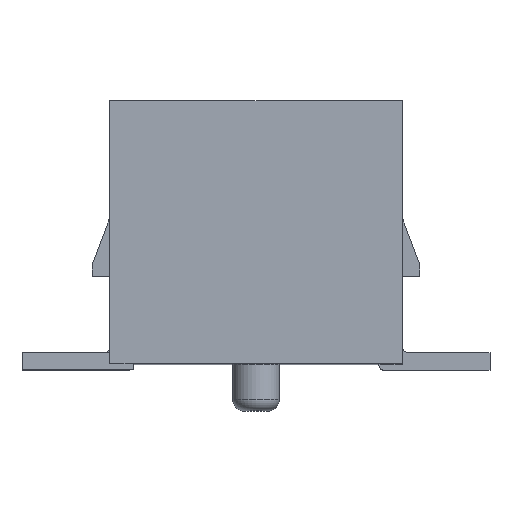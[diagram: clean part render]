
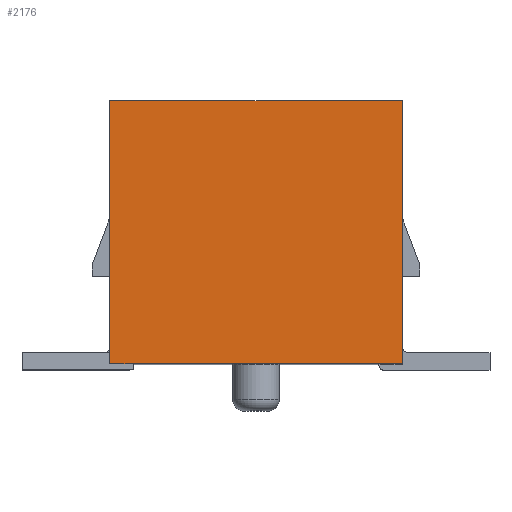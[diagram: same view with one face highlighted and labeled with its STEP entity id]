
A CAD part, top view. The second image highlights one B-rep face of the part: STEP entity #2176.
In plain terms, the highlighted planar face has unit normal (0, 0, 1).
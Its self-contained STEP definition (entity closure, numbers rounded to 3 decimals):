
#49 = CARTESIAN_POINT ( 'NONE',  ( -2.5, 2., 12. ) ) ;
#72 = FACE_OUTER_BOUND ( 'NONE', #1595, .T. ) ;
#75 = EDGE_CURVE ( 'NONE', #1668, #2737, #2310, .T. ) ;
#233 = DIRECTION ( 'NONE',  ( 0., 0., -1. ) ) ;
#304 = ORIENTED_EDGE ( 'NONE', *, *, #1373, .T. ) ;
#338 = DIRECTION ( 'NONE',  ( 1., 0., 0. ) ) ;
#418 = VERTEX_POINT ( 'NONE', #2418 ) ;
#421 = EDGE_CURVE ( 'NONE', #883, #2719, #1760, .T. ) ;
#448 = CARTESIAN_POINT ( 'NONE',  ( -2.5, -2.5, 12. ) ) ;
#568 = DIRECTION ( 'NONE',  ( 0., -1., 0. ) ) ;
#586 = LINE ( 'NONE', #1725, #2275 ) ;
#776 = VECTOR ( 'NONE', #1856, 1000. ) ;
#837 = CARTESIAN_POINT ( 'NONE',  ( -2.5, 2., 12. ) ) ;
#882 = ORIENTED_EDGE ( 'NONE', *, *, #1687, .T. ) ;
#883 = VERTEX_POINT ( 'NONE', #2525 ) ;
#913 = DIRECTION ( 'NONE',  ( 0., -1., 0. ) ) ;
#943 = LINE ( 'NONE', #1630, #1516 ) ;
#965 = CARTESIAN_POINT ( 'NONE',  ( -2.1, -2.5, 12. ) ) ;
#1257 = EDGE_CURVE ( 'NONE', #2737, #418, #586, .T. ) ;
#1277 = DIRECTION ( 'NONE',  ( -1., 0., 0. ) ) ;
#1373 = EDGE_CURVE ( 'NONE', #418, #2461, #943, .T. ) ;
#1438 = VECTOR ( 'NONE', #1989, 1000. ) ;
#1495 = AXIS2_PLACEMENT_3D ( 'NONE', #49, #233, #913 ) ;
#1516 = VECTOR ( 'NONE', #338, 1000. ) ;
#1595 = EDGE_LOOP ( 'NONE', ( #2604, #2670, #304, #2495, #2736, #882 ) ) ;
#1630 = CARTESIAN_POINT ( 'NONE',  ( -2.5, -2.5, 12. ) ) ;
#1668 = VERTEX_POINT ( 'NONE', #837 ) ;
#1687 = EDGE_CURVE ( 'NONE', #2719, #1668, #2618, .T. ) ;
#1701 = EDGE_CURVE ( 'NONE', #2461, #883, #2082, .T. ) ;
#1725 = CARTESIAN_POINT ( 'NONE',  ( -2.5, 2., 12. ) ) ;
#1760 = LINE ( 'NONE', #2515, #776 ) ;
#1856 = DIRECTION ( 'NONE',  ( 0., 1., 0. ) ) ;
#1989 = DIRECTION ( 'NONE',  ( 1., 0., 0. ) ) ;
#2082 = LINE ( 'NONE', #448, #1438 ) ;
#2101 = CARTESIAN_POINT ( 'NONE',  ( -2.5, 2., 12. ) ) ;
#2176 = ADVANCED_FACE ( 'NONE', ( #72 ), #2232, .F. ) ;
#2232 = PLANE ( 'NONE',  #1495 ) ;
#2275 = VECTOR ( 'NONE', #2358, 1000. ) ;
#2310 = LINE ( 'NONE', #2101, #2760 ) ;
#2358 = DIRECTION ( 'NONE',  ( 0., -1., 0. ) ) ;
#2362 = VECTOR ( 'NONE', #1277, 1000. ) ;
#2418 = CARTESIAN_POINT ( 'NONE',  ( -2.5, -2.5, 12. ) ) ;
#2461 = VERTEX_POINT ( 'NONE', #965 ) ;
#2495 = ORIENTED_EDGE ( 'NONE', *, *, #1701, .T. ) ;
#2515 = CARTESIAN_POINT ( 'NONE',  ( 2.5, 2., 12. ) ) ;
#2525 = CARTESIAN_POINT ( 'NONE',  ( 2.5, -2.5, 12. ) ) ;
#2569 = CARTESIAN_POINT ( 'NONE',  ( -2.5, -2.3, 12. ) ) ;
#2604 = ORIENTED_EDGE ( 'NONE', *, *, #75, .T. ) ;
#2618 = LINE ( 'NONE', #2798, #2362 ) ;
#2670 = ORIENTED_EDGE ( 'NONE', *, *, #1257, .T. ) ;
#2677 = CARTESIAN_POINT ( 'NONE',  ( 2.5, 2., 12. ) ) ;
#2719 = VERTEX_POINT ( 'NONE', #2677 ) ;
#2736 = ORIENTED_EDGE ( 'NONE', *, *, #421, .T. ) ;
#2737 = VERTEX_POINT ( 'NONE', #2569 ) ;
#2760 = VECTOR ( 'NONE', #568, 1000. ) ;
#2798 = CARTESIAN_POINT ( 'NONE',  ( -2.5, 2., 12. ) ) ;
